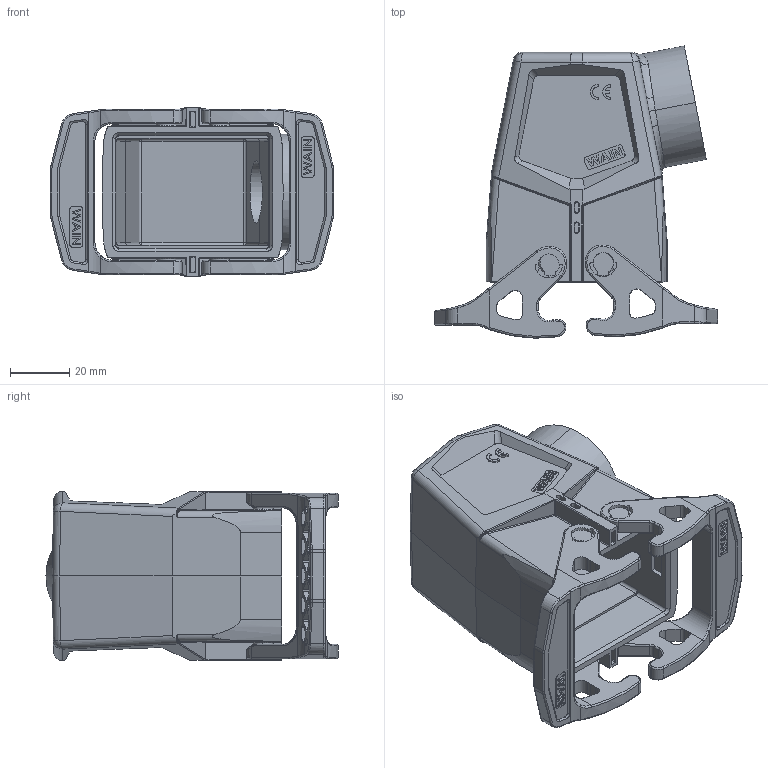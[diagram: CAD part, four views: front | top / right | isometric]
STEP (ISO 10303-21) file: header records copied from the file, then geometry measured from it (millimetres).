
FILE_DESCRIPTION(/* description */ (''),/* implementation_level */ '2;1');
FILE_NAME(/* name */ '3D_1290065471501_HM6B.P-SEH-2L-M25_V1.0.stp',/* time_stamp */ '2024-03-20T10:27:20+08:00',/* author */ (''),/* organization */ (''),/* preprocessor_version */ 'ST-DEVELOPER v18.1',/* originating_system */ 'SIEMENS PLM Software NX 1980',/* authorisation */ '');
FILE_SCHEMA (('AUTOMOTIVE_DESIGN { 1 0 10303 214 3 1 1 1 }'));
Length unit declared in the file: millimetre
Products named in the file (1): _model2
Bounding box: 95.5 x 98.58 x 57 mm (x, y, z)
Volume: 91972.4 mm3; surface area: 49716.5 mm2
Topology: 1 solids, 1 shells, 1221 faces, 3292 edges, 2112 vertices
Faces by surface type: plane 548, cylinder 460, torus 132, bspline 48, cone 21, sphere 12
Full cylindrical faces by diameter (mm): 21 x1, 23.4 x6
Entity records: 43733 total; most frequent: CARTESIAN_POINT 14793, ORIENTED_EDGE 6536, DIRECTION 5301, EDGE_CURVE 3268, VERTEX_POINT 2097, AXIS2_PLACEMENT_3D 1795, LINE 1711, VECTOR 1711
